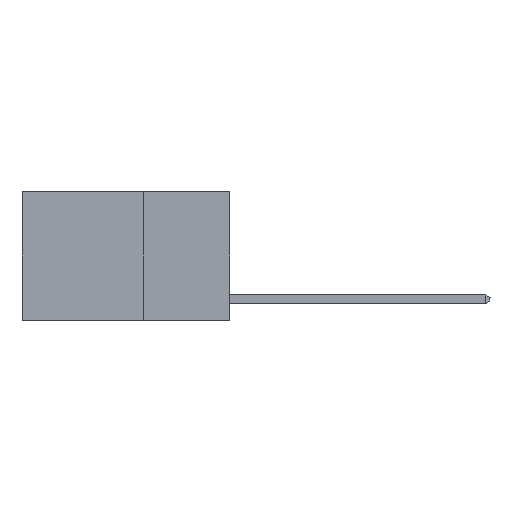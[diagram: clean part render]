
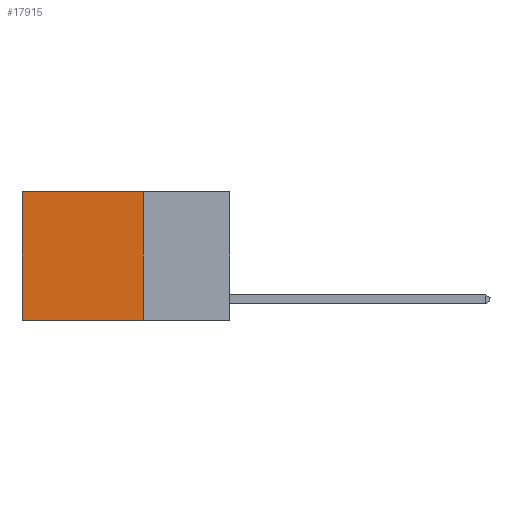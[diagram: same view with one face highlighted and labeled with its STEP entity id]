
A CAD part, left-side view. The second image highlights one B-rep face of the part: STEP entity #17915.
In plain terms, the highlighted planar face has unit normal (-1, 0, 0).
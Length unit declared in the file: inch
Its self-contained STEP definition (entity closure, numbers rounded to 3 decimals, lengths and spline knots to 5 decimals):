
#92 = CARTESIAN_POINT ( 'NONE',  ( 0.2625, 0.25, 0. ) ) ;
#170 = CARTESIAN_POINT ( 'NONE',  ( 0.2625, 0.6, 0. ) ) ;
#655 = EDGE_CURVE ( 'NONE', #2897, #1781, #2294, .T. ) ;
#1136 = VERTEX_POINT ( 'NONE', #14184 ) ;
#1781 = VERTEX_POINT ( 'NONE', #26231 ) ;
#2294 = LINE ( 'NONE', #170, #13010 ) ;
#2897 = VERTEX_POINT ( 'NONE', #10321 ) ;
#2938 = ORIENTED_EDGE ( 'NONE', *, *, #19835, .F. ) ;
#3435 = CARTESIAN_POINT ( 'NONE',  ( 0.2625, 0.25, 0. ) ) ;
#4646 = ORIENTED_EDGE ( 'NONE', *, *, #655, .T. ) ;
#5973 = ORIENTED_EDGE ( 'NONE', *, *, #22625, .T. ) ;
#7420 = DIRECTION ( 'NONE',  ( 0., 1., 0. ) ) ;
#7498 = ORIENTED_EDGE ( 'NONE', *, *, #15145, .F. ) ;
#8603 = FACE_OUTER_BOUND ( 'NONE', #23252, .T. ) ;
#8747 = DIRECTION ( 'NONE',  ( 1., 0., 0. ) ) ;
#9819 = VERTEX_POINT ( 'NONE', #25592 ) ;
#10321 = CARTESIAN_POINT ( 'NONE',  ( 0.2625, 0.6, 0. ) ) ;
#13010 = VECTOR ( 'NONE', #17490, 39.37008 ) ;
#13094 = VECTOR ( 'NONE', #7420, 39.37008 ) ;
#14184 = CARTESIAN_POINT ( 'NONE',  ( 0.2625, 0.25, -0.37 ) ) ;
#15145 = EDGE_CURVE ( 'NONE', #9819, #1136, #19223, .T. ) ;
#16814 = CARTESIAN_POINT ( 'NONE',  ( 0.2625, 0.25, 0. ) ) ;
#16851 = DIRECTION ( 'NONE',  ( 0., 0., -1. ) ) ;
#17257 = VECTOR ( 'NONE', #23622, 39.37008 ) ;
#17490 = DIRECTION ( 'NONE',  ( 0., 0., -1. ) ) ;
#17915 = ADVANCED_FACE ( 'NONE', ( #8603 ), #23369, .F. ) ;
#18920 = DIRECTION ( 'NONE',  ( 0., 1., 0. ) ) ;
#19054 = VECTOR ( 'NONE', #18920, 39.37008 ) ;
#19168 = AXIS2_PLACEMENT_3D ( 'NONE', #92, #8747, #16851 ) ;
#19223 = LINE ( 'NONE', #16814, #17257 ) ;
#19835 = EDGE_CURVE ( 'NONE', #1136, #1781, #22457, .T. ) ;
#20728 = CARTESIAN_POINT ( 'NONE',  ( 0.2625, 0.25, -0.37 ) ) ;
#20743 = LINE ( 'NONE', #3435, #19054 ) ;
#22457 = LINE ( 'NONE', #20728, #13094 ) ;
#22625 = EDGE_CURVE ( 'NONE', #9819, #2897, #20743, .T. ) ;
#23252 = EDGE_LOOP ( 'NONE', ( #4646, #2938, #7498, #5973 ) ) ;
#23369 = PLANE ( 'NONE',  #19168 ) ;
#23622 = DIRECTION ( 'NONE',  ( 0., 0., -1. ) ) ;
#25592 = CARTESIAN_POINT ( 'NONE',  ( 0.2625, 0.25, 0. ) ) ;
#26231 = CARTESIAN_POINT ( 'NONE',  ( 0.2625, 0.6, -0.37 ) ) ;
